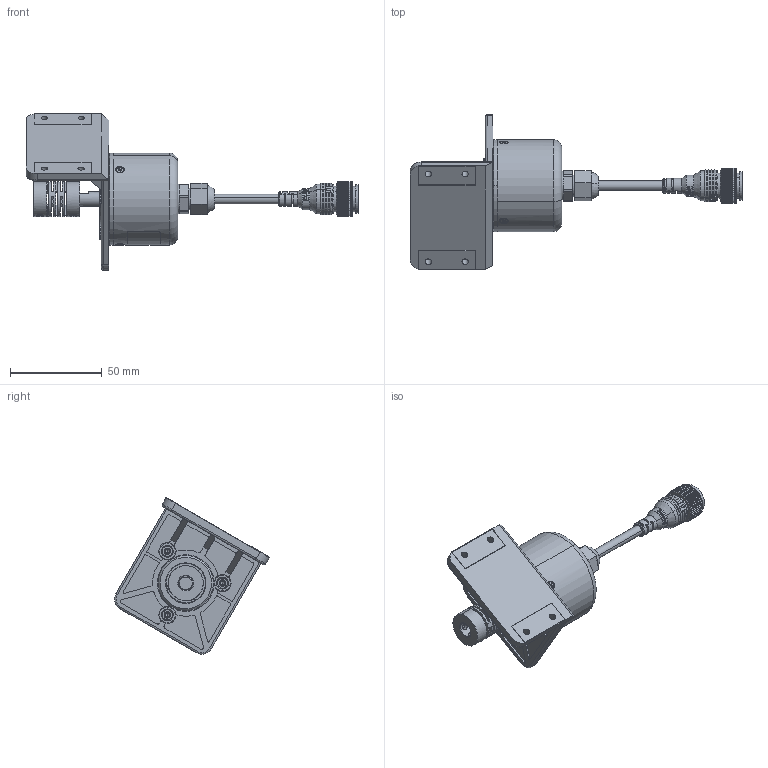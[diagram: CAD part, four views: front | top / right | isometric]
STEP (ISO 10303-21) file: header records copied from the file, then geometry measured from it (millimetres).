
FILE_DESCRIPTION (( 'STEP AP203' ), '1' );
FILE_NAME ('E50S8-8000-6-L-5-C_E50S8-8000-3-V-5-C_E50S8-8000-3-V-24-C_(228).STEP', '2018-07-19T12:10:12', ( 'Registered User' ), ( 'Microsoft Corporation' ), 'SwSTEP 2.0', 'SolidWorks 2015', '' );
FILE_SCHEMA (( 'CONFIG_CONTROL_DESIGN' ));
Length unit declared in the file: millimetre
Products named in the file (1): E50S8-8000-6-L-5-C_E50S8-8000-3-V-5-C_E50S8-8000-3-V-24-C_(228)
Bounding box: 180.5 x 84.36 x 85.27 mm (x, y, z)
Volume: 115210.8 mm3; surface area: 34907.7 mm2
Topology: 3 solids, 10 shells, 1243 faces, 3406 edges, 2220 vertices
Faces by surface type: plane 537, cylinder 444, cone 125, torus 68, bspline 51, sphere 18
Entity records: 42712 total; most frequent: CARTESIAN_POINT 11238, ORIENTED_EDGE 6696, DIRECTION 6558, EDGE_CURVE 3348, AXIS2_PLACEMENT_3D 2538, VERTEX_POINT 2204, LINE 1482, VECTOR 1482
